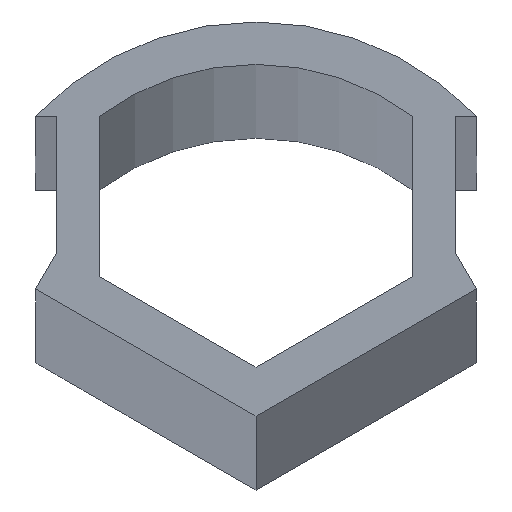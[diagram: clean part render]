
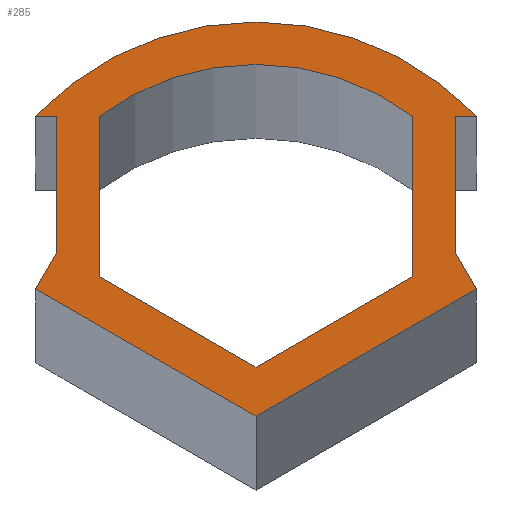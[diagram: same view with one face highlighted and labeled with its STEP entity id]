
A CAD part, top view. The second image highlights one B-rep face of the part: STEP entity #285.
In plain terms, the highlighted planar face has unit normal (0, 0, 1).
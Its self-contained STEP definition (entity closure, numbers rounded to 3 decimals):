
#3 = EDGE_CURVE ( 'NONE', #164, #367, #483, .T. ) ;
#4 = LINE ( 'NONE', #225, #537 ) ;
#6 = CARTESIAN_POINT ( 'NONE',  ( 0., 0., 1000. ) ) ;
#20 = EDGE_CURVE ( 'NONE', #496, #427, #218, .T. ) ;
#21 = FACE_OUTER_BOUND ( 'NONE', #339, .T. ) ;
#22 = VERTEX_POINT ( 'NONE', #438 ) ;
#23 = FACE_BOUND ( 'NONE', #192, .T. ) ;
#25 = VECTOR ( 'NONE', #534, 1000. ) ;
#27 = VECTOR ( 'NONE', #531, 1000. ) ;
#33 = ORIENTED_EDGE ( 'NONE', *, *, #46, .F. ) ;
#38 = CARTESIAN_POINT ( 'NONE',  ( -4.7, 7.075, 1000. ) ) ;
#45 = DIRECTION ( 'NONE',  ( -0.5, 0.866, 0. ) ) ;
#46 = EDGE_CURVE ( 'NONE', #485, #318, #353, .T. ) ;
#49 = LINE ( 'NONE', #532, #377 ) ;
#63 = EDGE_CURVE ( 'NONE', #318, #199, #394, .T. ) ;
#70 = EDGE_CURVE ( 'NONE', #427, #164, #49, .T. ) ;
#71 = ORIENTED_EDGE ( 'NONE', *, *, #3, .F. ) ;
#73 = CARTESIAN_POINT ( 'NONE',  ( 0.5, 0.866, 1000. ) ) ;
#76 = VERTEX_POINT ( 'NONE', #6 ) ;
#86 = CARTESIAN_POINT ( 'NONE',  ( -0.5, 0.866, 1000. ) ) ;
#96 = EDGE_CURVE ( 'NONE', #334, #367, #447, .T. ) ;
#107 = ORIENTED_EDGE ( 'NONE', *, *, #470, .T. ) ;
#113 = DIRECTION ( 'NONE',  ( 0., 1., 0. ) ) ;
#114 = DIRECTION ( 'NONE',  ( 1., 0., 0. ) ) ;
#115 = DIRECTION ( 'NONE',  ( 1., 0., 0. ) ) ;
#124 = ORIENTED_EDGE ( 'NONE', *, *, #96, .T. ) ;
#133 = EDGE_CURVE ( 'NONE', #22, #562, #264, .T. ) ;
#138 = VECTOR ( 'NONE', #359, 1000. ) ;
#139 = CARTESIAN_POINT ( 'NONE',  ( 3.7, 0., 1000. ) ) ;
#142 = EDGE_CURVE ( 'NONE', #76, #202, #4, .T. ) ;
#145 = CARTESIAN_POINT ( 'NONE',  ( -5.205, 7.075, 1000. ) ) ;
#157 = CIRCLE ( 'NONE', #511, 6.2 ) ;
#161 = DIRECTION ( 'NONE',  ( 0., 0., -1. ) ) ;
#164 = VERTEX_POINT ( 'NONE', #145 ) ;
#170 = ORIENTED_EDGE ( 'NONE', *, *, #142, .F. ) ;
#177 = LINE ( 'NONE', #349, #27 ) ;
#192 = EDGE_LOOP ( 'NONE', ( #33, #567, #275, #541, #245 ) ) ;
#197 = ORIENTED_EDGE ( 'NONE', *, *, #261, .T. ) ;
#198 = CARTESIAN_POINT ( 'NONE',  ( 0., 2.1, 1000. ) ) ;
#199 = VERTEX_POINT ( 'NONE', #362 ) ;
#202 = VERTEX_POINT ( 'NONE', #503 ) ;
#204 = VECTOR ( 'NONE', #338, 1000. ) ;
#207 = DIRECTION ( 'NONE',  ( 0.5, 0.866, 0. ) ) ;
#217 = LINE ( 'NONE', #521, #204 ) ;
#218 = LINE ( 'NONE', #311, #138 ) ;
#225 = CARTESIAN_POINT ( 'NONE',  ( 0., 0., 1000. ) ) ;
#237 = CARTESIAN_POINT ( 'NONE',  ( 4.7, 3.868, 1000. ) ) ;
#244 = CARTESIAN_POINT ( 'NONE',  ( 4.7, 7.075, 1000. ) ) ;
#245 = ORIENTED_EDGE ( 'NONE', *, *, #63, .F. ) ;
#247 = VERTEX_POINT ( 'NONE', #473 ) ;
#248 = DIRECTION ( 'NONE',  ( 0., 0., 1. ) ) ;
#261 = EDGE_CURVE ( 'NONE', #562, #334, #290, .T. ) ;
#264 = LINE ( 'NONE', #440, #320 ) ;
#275 = ORIENTED_EDGE ( 'NONE', *, *, #552, .T. ) ;
#277 = EDGE_CURVE ( 'NONE', #202, #496, #374, .T. ) ;
#284 = ORIENTED_EDGE ( 'NONE', *, *, #70, .F. ) ;
#285 = ADVANCED_FACE ( 'NONE', ( #23, #21 ), #417, .T. ) ;
#290 = LINE ( 'NONE', #516, #484 ) ;
#291 = EDGE_CURVE ( 'NONE', #515, #199, #157, .T. ) ;
#292 = VECTOR ( 'NONE', #491, 1000. ) ;
#295 = EDGE_CURVE ( 'NONE', #485, #247, #518, .T. ) ;
#296 = ORIENTED_EDGE ( 'NONE', *, *, #277, .F. ) ;
#298 = CARTESIAN_POINT ( 'NONE',  ( 0., 1.155, 1000. ) ) ;
#304 = CARTESIAN_POINT ( 'NONE',  ( -4.7, 3.868, 1000. ) ) ;
#311 = CARTESIAN_POINT ( 'NONE',  ( -4.7, 0., 1000. ) ) ;
#318 = VERTEX_POINT ( 'NONE', #327 ) ;
#320 = VECTOR ( 'NONE', #45, 1000. ) ;
#327 = CARTESIAN_POINT ( 'NONE',  ( 3.7, 3.291, 1000. ) ) ;
#334 = VERTEX_POINT ( 'NONE', #244 ) ;
#335 = CARTESIAN_POINT ( 'NONE',  ( 0., 0., 1000. ) ) ;
#338 = DIRECTION ( 'NONE',  ( 0.866, 0.5, 0. ) ) ;
#339 = EDGE_LOOP ( 'NONE', ( #170, #107, #388, #197, #124, #71, #284, #517, #296 ) ) ;
#349 = CARTESIAN_POINT ( 'NONE',  ( -3.7, 0., 1000. ) ) ;
#353 = LINE ( 'NONE', #86, #25 ) ;
#355 = DIRECTION ( 'NONE',  ( -1., 0., 0. ) ) ;
#359 = DIRECTION ( 'NONE',  ( 0., 1., 0. ) ) ;
#362 = CARTESIAN_POINT ( 'NONE',  ( 3.7, 7.075, 1000. ) ) ;
#367 = VERTEX_POINT ( 'NONE', #385 ) ;
#374 = LINE ( 'NONE', #471, #387 ) ;
#377 = VECTOR ( 'NONE', #355, 1000. ) ;
#384 = CARTESIAN_POINT ( 'NONE',  ( 0., 2.1, 1000. ) ) ;
#385 = CARTESIAN_POINT ( 'NONE',  ( 5.205, 7.075, 1000. ) ) ;
#387 = VECTOR ( 'NONE', #207, 1000. ) ;
#388 = ORIENTED_EDGE ( 'NONE', *, *, #133, .T. ) ;
#394 = LINE ( 'NONE', #139, #474 ) ;
#398 = AXIS2_PLACEMENT_3D ( 'NONE', #335, #248, #115 ) ;
#400 = DIRECTION ( 'NONE',  ( -0.866, 0.5, 0. ) ) ;
#417 = PLANE ( 'NONE',  #398 ) ;
#421 = DIRECTION ( 'NONE',  ( 0., 0., -1. ) ) ;
#427 = VERTEX_POINT ( 'NONE', #38 ) ;
#437 = CARTESIAN_POINT ( 'NONE',  ( -3.7, 7.075, 1000. ) ) ;
#438 = CARTESIAN_POINT ( 'NONE',  ( 5.2, 3.002, 1000. ) ) ;
#440 = CARTESIAN_POINT ( 'NONE',  ( 5.2, 3.002, 1000. ) ) ;
#447 = LINE ( 'NONE', #570, #292 ) ;
#460 = DIRECTION ( 'NONE',  ( -0.866, 0.5, 0. ) ) ;
#470 = EDGE_CURVE ( 'NONE', #76, #22, #217, .T. ) ;
#471 = CARTESIAN_POINT ( 'NONE',  ( -5.2, 3.002, 1000. ) ) ;
#473 = CARTESIAN_POINT ( 'NONE',  ( -3.7, 3.291, 1000. ) ) ;
#474 = VECTOR ( 'NONE', #489, 1000. ) ;
#483 = CIRCLE ( 'NONE', #572, 7.2 ) ;
#484 = VECTOR ( 'NONE', #113, 1000. ) ;
#485 = VERTEX_POINT ( 'NONE', #298 ) ;
#489 = DIRECTION ( 'NONE',  ( 0., 1., 0. ) ) ;
#491 = DIRECTION ( 'NONE',  ( 1., 0., 0. ) ) ;
#496 = VERTEX_POINT ( 'NONE', #304 ) ;
#501 = VECTOR ( 'NONE', #460, 1000. ) ;
#503 = CARTESIAN_POINT ( 'NONE',  ( -5.2, 3.002, 1000. ) ) ;
#511 = AXIS2_PLACEMENT_3D ( 'NONE', #198, #421, #561 ) ;
#515 = VERTEX_POINT ( 'NONE', #437 ) ;
#516 = CARTESIAN_POINT ( 'NONE',  ( 4.7, 0., 1000. ) ) ;
#517 = ORIENTED_EDGE ( 'NONE', *, *, #20, .F. ) ;
#518 = LINE ( 'NONE', #73, #501 ) ;
#521 = CARTESIAN_POINT ( 'NONE',  ( 0., 0., 1000. ) ) ;
#531 = DIRECTION ( 'NONE',  ( 0., 1., 0. ) ) ;
#532 = CARTESIAN_POINT ( 'NONE',  ( 0., 7.075, 1000. ) ) ;
#534 = DIRECTION ( 'NONE',  ( 0.866, 0.5, 0. ) ) ;
#537 = VECTOR ( 'NONE', #400, 1000. ) ;
#541 = ORIENTED_EDGE ( 'NONE', *, *, #291, .T. ) ;
#552 = EDGE_CURVE ( 'NONE', #247, #515, #177, .T. ) ;
#561 = DIRECTION ( 'NONE',  ( 1., 0., 0. ) ) ;
#562 = VERTEX_POINT ( 'NONE', #237 ) ;
#567 = ORIENTED_EDGE ( 'NONE', *, *, #295, .T. ) ;
#570 = CARTESIAN_POINT ( 'NONE',  ( 0., 7.075, 1000. ) ) ;
#572 = AXIS2_PLACEMENT_3D ( 'NONE', #384, #161, #114 ) ;
